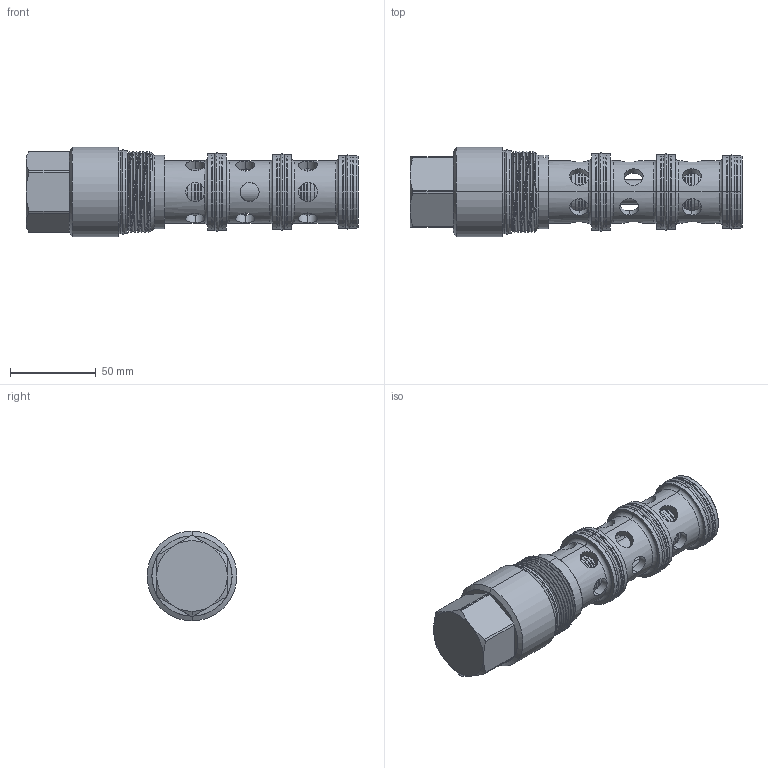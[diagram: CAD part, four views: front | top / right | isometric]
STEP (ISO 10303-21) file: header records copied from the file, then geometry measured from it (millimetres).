
FILE_DESCRIPTION (( 'STEP AP203' ), '1' );
FILE_NAME ('DS34A4L-N.STEP', '2016-05-19T06:51:09', ( '' ), ( '' ), 'SwSTEP 2.0', 'SolidWorks 2012', '' );
FILE_SCHEMA (( 'CONFIG_CONTROL_DESIGN' ));
Length unit declared in the file: millimetre
Products named in the file (12): DS34A4L-N; 6GM27B99001_組合用; 6GK44B001_組合用; 6GJJ1J007_組合用; 4KBA131D001_組合用(44.06); 4KBA129D001_組合用40.36; 4KBA128D001_組合用37.97; 4KBA128D001_組合用39.16; 4KAA131BA001_組合用(44.06); 4KAA129AA001_組合用40.36; 4KAA128AA001_組合用37.97; 4KAA128AA001_組合用39.23
Assembly tree (14 placements, depth 2):
  DS34A4L-N
    4KAA128AA001_組合用39.23
    4KAA128AA001_組合用37.97
    4KAA129AA001_組合用40.36
    4KAA131BA001_組合用(44.06)
    4KBA128D001_組合用39.16  x2
    4KBA128D001_組合用37.97  x2
    4KBA129D001_組合用40.36  x2
    4KBA131D001_組合用(44.06)
    6GJJ1J007_組合用
    6GK44B001_組合用
    6GM27B99001_組合用
Bounding box: 193.78 x 52.37 x 52.37 mm (x, y, z)
Volume: 190334.2 mm3; surface area: 80692.8 mm2
Topology: 14 solids, 14 shells, 475 faces, 1059 edges, 657 vertices
Faces by surface type: cylinder 252, plane 99, cone 66, torus 56, bspline 2
Entity records: 18264 total; most frequent: CARTESIAN_POINT 6515, DIRECTION 2334, ORIENTED_EDGE 2034, EDGE_CURVE 1017, AXIS2_PLACEMENT_3D 1009, VERTEX_POINT 633, EDGE_LOOP 572, CIRCLE 537
